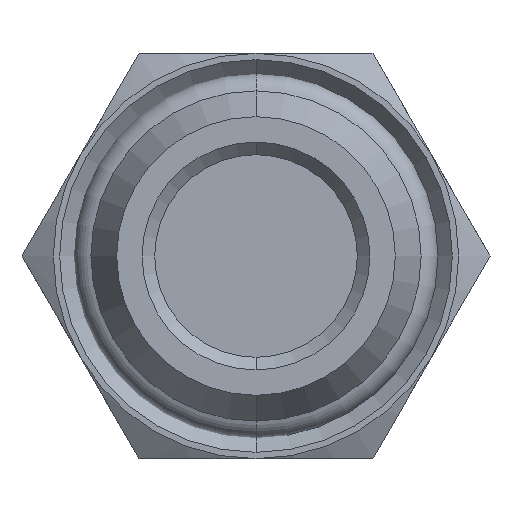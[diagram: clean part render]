
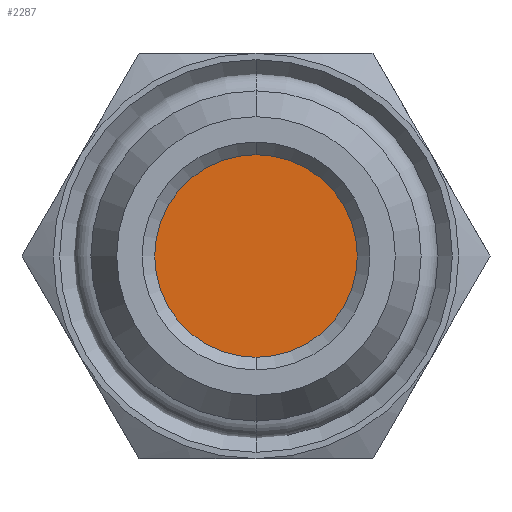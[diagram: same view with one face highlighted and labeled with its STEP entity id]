
A CAD part, front view. The second image highlights one B-rep face of the part: STEP entity #2287.
In plain terms, the highlighted planar face has unit normal (0, -1, 0).
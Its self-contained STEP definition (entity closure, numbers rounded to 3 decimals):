
#45 = EDGE_CURVE ( 'NONE', #3313, #3304, #3403, .T. ) ;
#69 = EDGE_CURVE ( 'NONE', #3304, #3313, #3434, .T. ) ;
#910 = EDGE_LOOP ( 'NONE', ( #3266, #3267 ) ) ;
#1784 = CARTESIAN_POINT ( 'NONE',  ( 0., 1.579, -4. ) ) ;
#1793 = CARTESIAN_POINT ( 'NONE',  ( 0., 1.579, 4. ) ) ;
#2160 = CARTESIAN_POINT ( 'NONE',  ( 0., 1.579, 0. ) ) ;
#2161 = DIRECTION ( 'NONE',  ( 0., 1., 0. ) ) ;
#2162 = DIRECTION ( 'NONE',  ( 0., 0., -1. ) ) ;
#2223 = CARTESIAN_POINT ( 'NONE',  ( 0., 1.579, 0. ) ) ;
#2224 = DIRECTION ( 'NONE',  ( 0., 1., 0. ) ) ;
#2225 = DIRECTION ( 'NONE',  ( 0., 0., -1. ) ) ;
#2287 = ADVANCED_FACE ( 'NONE', ( #2867 ), #2794, .T. ) ;
#2794 = PLANE ( 'NONE',  #2925 ) ;
#2802 = CARTESIAN_POINT ( 'NONE',  ( 0., 1.579, 0. ) ) ;
#2803 = DIRECTION ( 'NONE',  ( 0., -1., 0. ) ) ;
#2804 = DIRECTION ( 'NONE',  ( 0., 0., -1. ) ) ;
#2867 = FACE_OUTER_BOUND ( 'NONE', #910, .T. ) ;
#2925 = AXIS2_PLACEMENT_3D ( 'NONE', #2802, #2803, #2804 ) ;
#3266 = ORIENTED_EDGE ( 'NONE', *, *, #69, .F. ) ;
#3267 = ORIENTED_EDGE ( 'NONE', *, *, #45, .F. ) ;
#3304 = VERTEX_POINT ( 'NONE', #1784 ) ;
#3313 = VERTEX_POINT ( 'NONE', #1793 ) ;
#3403 = CIRCLE ( 'NONE', #3480, 4. ) ;
#3434 = CIRCLE ( 'NONE', #3494, 4. ) ;
#3480 = AXIS2_PLACEMENT_3D ( 'NONE', #2160, #2161, #2162 ) ;
#3494 = AXIS2_PLACEMENT_3D ( 'NONE', #2223, #2224, #2225 ) ;
